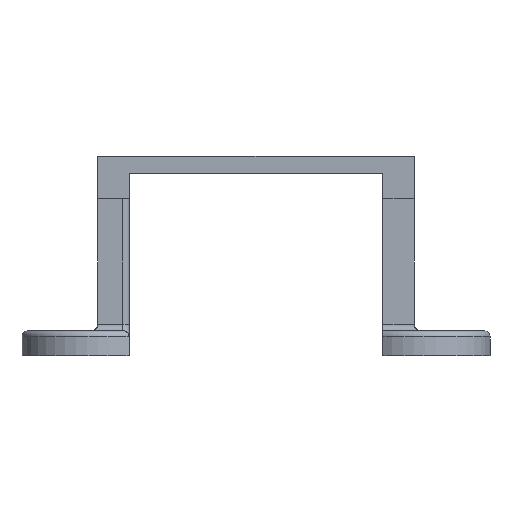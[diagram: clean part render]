
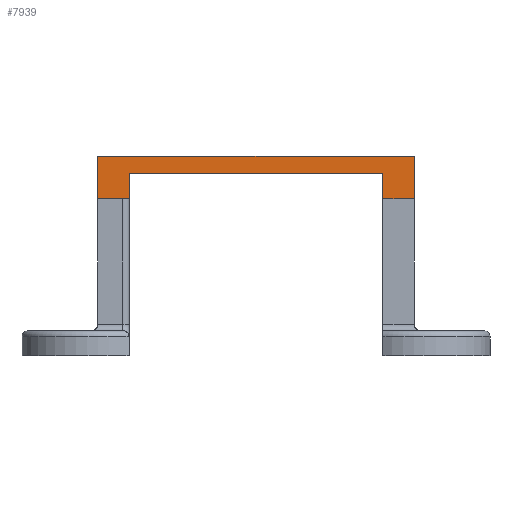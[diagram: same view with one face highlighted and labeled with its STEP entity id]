
A CAD part, left-side view. The second image highlights one B-rep face of the part: STEP entity #7939.
In plain terms, the highlighted face is planar.
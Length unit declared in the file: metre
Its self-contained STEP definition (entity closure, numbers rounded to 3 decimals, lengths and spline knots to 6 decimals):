
#65=PLANE('',#8611);
#1195=ORIENTED_EDGE('',*,*,#3313,.T.);
#1196=ORIENTED_EDGE('',*,*,#3314,.F.);
#1197=ORIENTED_EDGE('',*,*,#3315,.T.);
#1198=ORIENTED_EDGE('',*,*,#3264,.T.);
#1199=ORIENTED_EDGE('',*,*,#3316,.F.);
#1200=ORIENTED_EDGE('',*,*,#3317,.T.);
#1201=ORIENTED_EDGE('',*,*,#3318,.F.);
#1202=ORIENTED_EDGE('',*,*,#3305,.F.);
#3264=EDGE_CURVE('',#4336,#4337,#5028,.T.);
#3305=EDGE_CURVE('',#4376,#4378,#5041,.T.);
#3313=EDGE_CURVE('',#4376,#4383,#5049,.T.);
#3314=EDGE_CURVE('',#4384,#4383,#5050,.T.);
#3315=EDGE_CURVE('',#4384,#4336,#5051,.T.);
#3316=EDGE_CURVE('',#4385,#4337,#5052,.T.);
#3317=EDGE_CURVE('',#4385,#4386,#5053,.T.);
#3318=EDGE_CURVE('',#4378,#4386,#5054,.T.);
#4336=VERTEX_POINT('',#12803);
#4337=VERTEX_POINT('',#12804);
#4376=VERTEX_POINT('',#12884);
#4378=VERTEX_POINT('',#12887);
#4383=VERTEX_POINT('',#12900);
#4384=VERTEX_POINT('',#12904);
#4385=VERTEX_POINT('',#12907);
#4386=VERTEX_POINT('',#12909);
#5028=LINE('',#12802,#5400);
#5041=LINE('',#12886,#5413);
#5049=LINE('',#12901,#5421);
#5050=LINE('',#12903,#5422);
#5051=LINE('',#12905,#5423);
#5052=LINE('',#12906,#5424);
#5053=LINE('',#12908,#5425);
#5054=LINE('',#12910,#5426);
#5400=VECTOR('',#10008,1.);
#5413=VECTOR('',#10079,1.);
#5421=VECTOR('',#10089,1.);
#5422=VECTOR('',#10092,1.);
#5423=VECTOR('',#10093,1.);
#5424=VECTOR('',#10094,1.);
#5425=VECTOR('',#10095,1.);
#5426=VECTOR('',#10096,1.);
#5887=EDGE_LOOP('',(#1195,#1196,#1197,#1198,#1199,#1200,#1201,#1202));
#6800=FACE_BOUND('',#5887,.T.);
#7939=ADVANCED_FACE('',(#6800),#65,.F.);
#8611=AXIS2_PLACEMENT_3D('',#12902,#10090,#10091);
#10008=DIRECTION('',(-1.,0.,0.));
#10079=DIRECTION('',(-1.,0.,0.));
#10089=DIRECTION('',(0.,0.,-1.));
#10090=DIRECTION('',(0.,-1.,0.));
#10091=DIRECTION('',(0.,0.,-1.));
#10092=DIRECTION('',(1.,0.,0.));
#10093=DIRECTION('',(0.,0.,1.));
#10094=DIRECTION('',(0.,0.,1.));
#10095=DIRECTION('',(-1.,0.,0.));
#10096=DIRECTION('',(0.,0.,-1.));
#12802=CARTESIAN_POINT('',(0.,0.05035,-0.0005));
#12803=CARTESIAN_POINT('',(0.04035,0.05035,-0.0005));
#12804=CARTESIAN_POINT('',(-0.04035,0.05035,-0.0005));
#12884=CARTESIAN_POINT('',(0.05035,0.05035,0.005));
#12886=CARTESIAN_POINT('',(0.,0.05035,0.005));
#12887=CARTESIAN_POINT('',(-0.05035,0.05035,0.005));
#12900=CARTESIAN_POINT('',(0.05035,0.05035,-0.0085));
#12901=CARTESIAN_POINT('',(0.05035,0.05035,0.005));
#12902=CARTESIAN_POINT('',(0.,0.05035,0.005));
#12903=CARTESIAN_POINT('',(0.,0.05035,-0.0085));
#12904=CARTESIAN_POINT('',(0.04035,0.05035,-0.0085));
#12905=CARTESIAN_POINT('',(0.04035,0.05035,-0.0085));
#12906=CARTESIAN_POINT('',(-0.04035,0.05035,-0.0085));
#12907=CARTESIAN_POINT('',(-0.04035,0.05035,-0.0085));
#12908=CARTESIAN_POINT('',(0.,0.05035,-0.0085));
#12909=CARTESIAN_POINT('',(-0.05035,0.05035,-0.0085));
#12910=CARTESIAN_POINT('',(-0.05035,0.05035,0.005));
